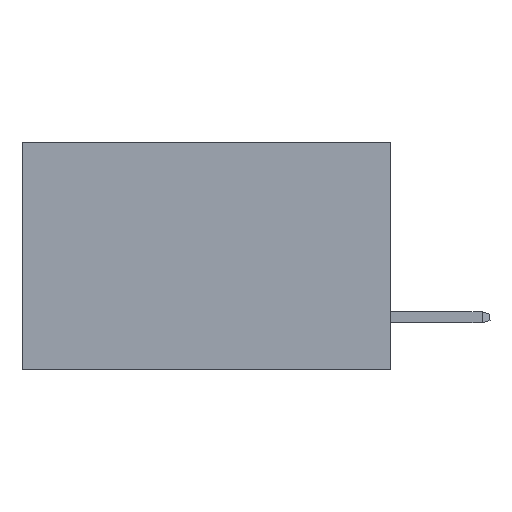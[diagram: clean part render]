
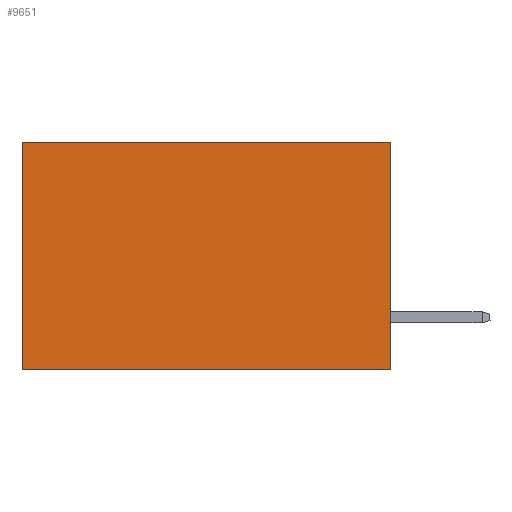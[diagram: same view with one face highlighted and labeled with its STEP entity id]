
A CAD part, left-side view. The second image highlights one B-rep face of the part: STEP entity #9651.
In plain terms, the highlighted planar face has unit normal (-1, 0, 0).
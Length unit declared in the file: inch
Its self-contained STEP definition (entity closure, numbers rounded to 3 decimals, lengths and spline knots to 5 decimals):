
#52 = ORIENTED_EDGE ( 'NONE', *, *, #10407, .F. ) ;
#171 = VERTEX_POINT ( 'NONE', #8763 ) ;
#458 = CARTESIAN_POINT ( 'NONE',  ( 0.2875, 0., 0. ) ) ;
#524 = CARTESIAN_POINT ( 'NONE',  ( 0.2875, 0., -0.37 ) ) ;
#910 = VERTEX_POINT ( 'NONE', #2570 ) ;
#982 = VERTEX_POINT ( 'NONE', #1755 ) ;
#1221 = DIRECTION ( 'NONE',  ( 0., 1., 0. ) ) ;
#1344 = CARTESIAN_POINT ( 'NONE',  ( 0.2875, 0., 0. ) ) ;
#1755 = CARTESIAN_POINT ( 'NONE',  ( 0.2875, 0., 0. ) ) ;
#1965 = DIRECTION ( 'NONE',  ( 1., 0., 0. ) ) ;
#2570 = CARTESIAN_POINT ( 'NONE',  ( 0.2875, 0.6, 0. ) ) ;
#3272 = VECTOR ( 'NONE', #5082, 39.37008 ) ;
#4147 = VERTEX_POINT ( 'NONE', #524 ) ;
#4271 = ORIENTED_EDGE ( 'NONE', *, *, #10055, .F. ) ;
#4560 = LINE ( 'NONE', #1344, #6665 ) ;
#4916 = EDGE_CURVE ( 'NONE', #982, #910, #4560, .T. ) ;
#5003 = DIRECTION ( 'NONE',  ( 0., 0., -1. ) ) ;
#5024 = ORIENTED_EDGE ( 'NONE', *, *, #6679, .T. ) ;
#5082 = DIRECTION ( 'NONE',  ( 0., 0., -1. ) ) ;
#5093 = VECTOR ( 'NONE', #5003, 39.37008 ) ;
#5498 = AXIS2_PLACEMENT_3D ( 'NONE', #7363, #1965, #8150 ) ;
#6665 = VECTOR ( 'NONE', #1221, 39.37008 ) ;
#6679 = EDGE_CURVE ( 'NONE', #910, #171, #7705, .T. ) ;
#7206 = LINE ( 'NONE', #7978, #8292 ) ;
#7363 = CARTESIAN_POINT ( 'NONE',  ( 0.2875, 0., 0. ) ) ;
#7667 = EDGE_LOOP ( 'NONE', ( #5024, #4271, #52, #7776 ) ) ;
#7705 = LINE ( 'NONE', #10013, #3272 ) ;
#7727 = LINE ( 'NONE', #458, #5093 ) ;
#7747 = FACE_OUTER_BOUND ( 'NONE', #7667, .T. ) ;
#7776 = ORIENTED_EDGE ( 'NONE', *, *, #4916, .T. ) ;
#7978 = CARTESIAN_POINT ( 'NONE',  ( 0.2875, 0., -0.37 ) ) ;
#8114 = PLANE ( 'NONE',  #5498 ) ;
#8150 = DIRECTION ( 'NONE',  ( 0., 0., -1. ) ) ;
#8292 = VECTOR ( 'NONE', #8748, 39.37008 ) ;
#8748 = DIRECTION ( 'NONE',  ( 0., 1., 0. ) ) ;
#8763 = CARTESIAN_POINT ( 'NONE',  ( 0.2875, 0.6, -0.37 ) ) ;
#9651 = ADVANCED_FACE ( 'NONE', ( #7747 ), #8114, .F. ) ;
#10013 = CARTESIAN_POINT ( 'NONE',  ( 0.2875, 0.6, 0. ) ) ;
#10055 = EDGE_CURVE ( 'NONE', #4147, #171, #7206, .T. ) ;
#10407 = EDGE_CURVE ( 'NONE', #982, #4147, #7727, .T. ) ;
